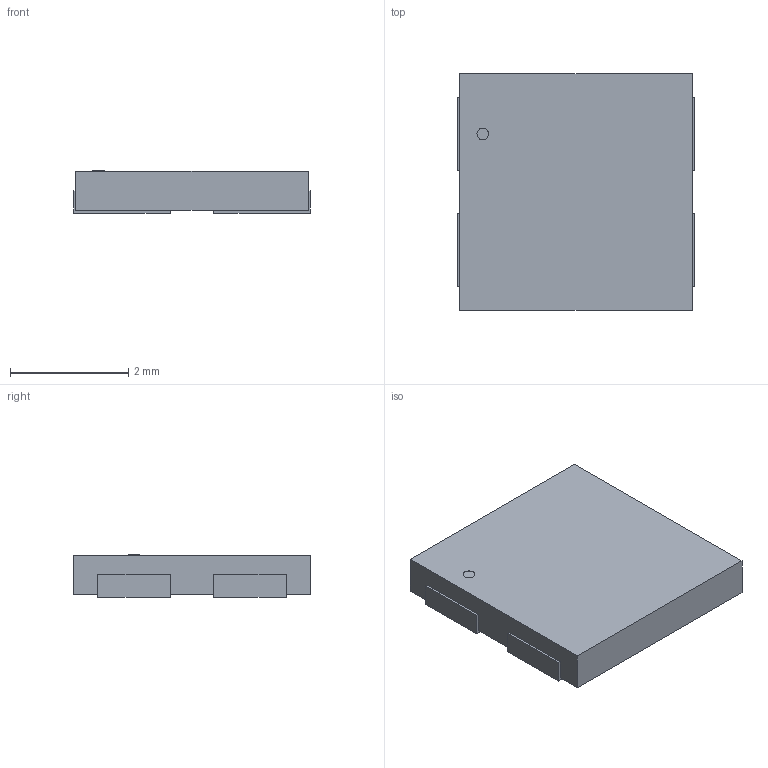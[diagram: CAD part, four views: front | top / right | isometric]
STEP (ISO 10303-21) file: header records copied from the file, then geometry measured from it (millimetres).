
FILE_DESCRIPTION (( 'STEP AP214' ), '1' );
FILE_NAME ('MICROFC-30020-SMT-TR1.STEP', '2024-06-25T06:21:45', ( '' ), ( '' ), 'SwSTEP 2.0', 'SolidWorks 2022', '' );
FILE_SCHEMA (( 'AUTOMOTIVE_DESIGN' ));
Length unit declared in the file: millimetre
Products named in the file (1): MICROFC-30020-SMT-TR1
Bounding box: 4 x 4 x 0.71 mm (x, y, z)
Volume: 10.8 mm3; surface area: 62.4 mm2
Topology: 6 solids, 6 shells, 42 faces, 90 edges, 60 vertices
Faces by surface type: plane 40, cylinder 2
Entity records: 1197 total; most frequent: CARTESIAN_POINT 193, ORIENTED_EDGE 180, DIRECTION 180, EDGE_CURVE 90, VECTOR 86, LINE 86, VERTEX_POINT 60, AXIS2_PLACEMENT_3D 47
